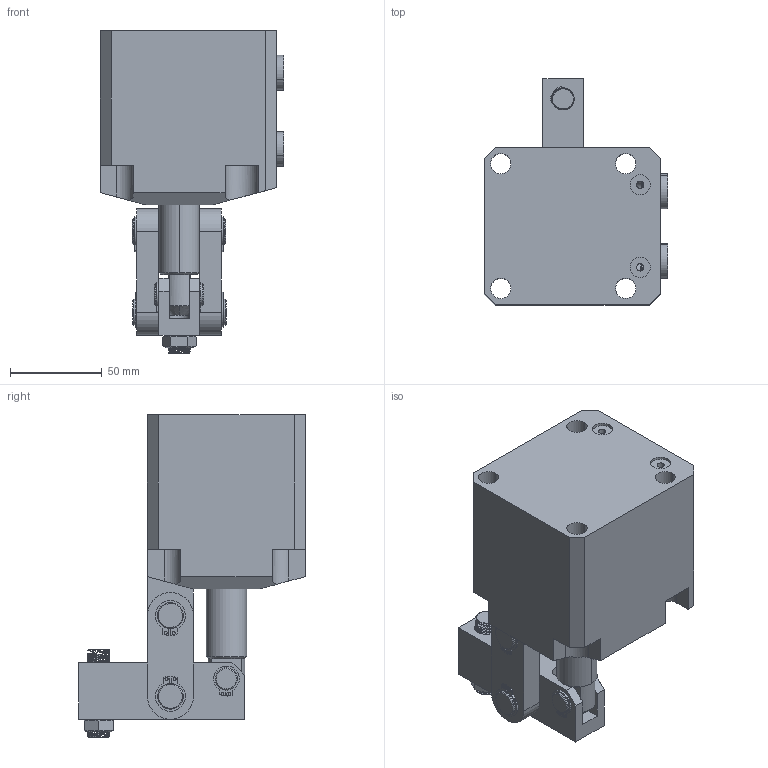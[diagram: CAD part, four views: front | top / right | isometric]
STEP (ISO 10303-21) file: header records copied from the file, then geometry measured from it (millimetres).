
FILE_DESCRIPTION (( 'STEP AP214' ), '1' );
FILE_NAME ('CBLU-55GL.STEP', '2019-05-07T08:08:42', ( '' ), ( '' ), 'SwSTEP 2.0', 'SolidWorks 2016', '' );
FILE_SCHEMA (( 'AUTOMOTIVE_DESIGN' ));
Length unit declared in the file: millimetre
Products named in the file (12): 囀鞠褒黑芛郔陔1-4_1; yabi; luomu; luogan; liangan; kahuang01; kahuang; huosaigan_1_1; duanxiao; changxiao; CBLU-55CL掛极_1_2; CBLU-55GL
Assembly tree (18 placements, depth 2):
  CBLU-55GL
    CBLU-55CL掛极_1_2
    changxiao  x2
    duanxiao
    huosaigan_1_1
    kahuang  x4
    kahuang01  x2
    liangan  x2
    luogan
    luomu
    yabi
    囀鞠褒黑芛郔陔1-4_1  x2
Bounding box: 100 x 123.5 x 175.92 mm (x, y, z)
Volume: 694658.4 mm3; surface area: 131270.9 mm2
Topology: 17 solids, 105 shells, 611 faces, 1636 edges, 1156 vertices
Faces by surface type: cylinder 347, plane 152, bspline 70, cone 42
Full cylindrical faces by diameter (mm): 11.5 x2
Entity records: 54695 total; most frequent: CARTESIAN_POINT 43633, ORIENTED_EDGE 2253, DIRECTION 1797, EDGE_CURVE 1297, VERTEX_POINT 934, AXIS2_PLACEMENT_3D 679, EDGE_LOOP 532, ADVANCED_FACE 475
